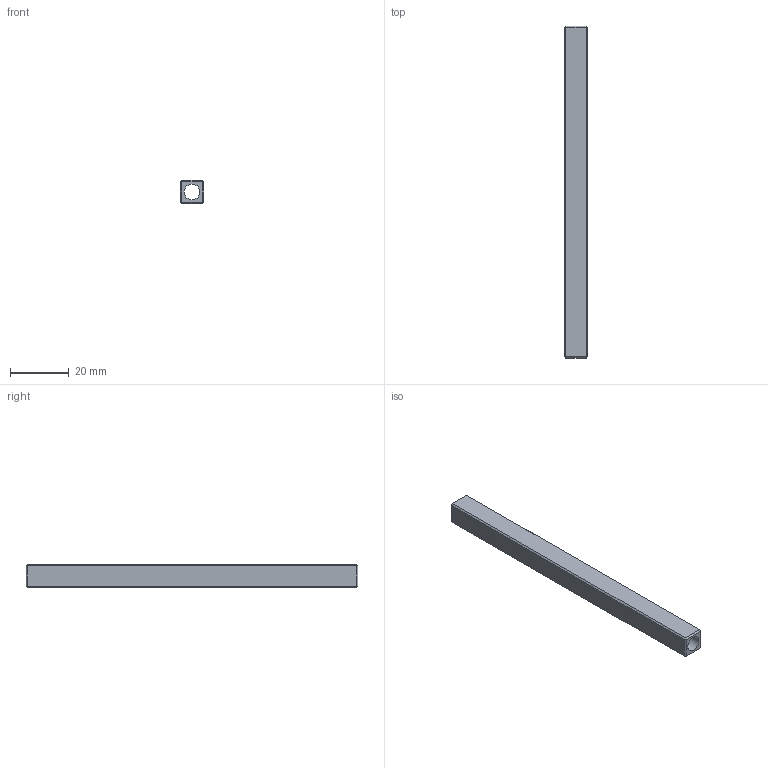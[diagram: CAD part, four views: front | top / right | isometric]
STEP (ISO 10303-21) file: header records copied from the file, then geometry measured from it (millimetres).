
FILE_DESCRIPTION(/* description */ (''),/* implementation_level */ '2;1');
FILE_NAME(/* name */ 'Josh''Replistruder4_BackboneSupport.stp',/* time_stamp */ '2020-05-04T10:07:14-04:00',/* author */ ('Josh'),/* organization */ (''),/* preprocessor_version */ 'ST-DEVELOPER v18',/* originating_system */ 'Autodesk Inventor 2020',/* authorisation */ '');
FILE_SCHEMA (('AUTOMOTIVE_DESIGN { 1 0 10303 214 3 1 1 }'));
Length unit declared in the file: millimetre
Products named in the file (1): Replistruder4_BackboneSupport
Bounding box: 7.9 x 113.5 x 7.9 mm (x, y, z)
Volume: 4420.2 mm3; surface area: 5438.9 mm2
Topology: 1 solids, 1 shells, 27 faces, 51 edges, 26 vertices
Faces by surface type: plane 26, cylinder 1
Full cylindrical faces by diameter (mm): 5.4 x1
Entity records: 680 total; most frequent: DIRECTION 109, CARTESIAN_POINT 105, ORIENTED_EDGE 102, EDGE_CURVE 51, LINE 49, VECTOR 49, AXIS2_PLACEMENT_3D 30, EDGE_LOOP 29
